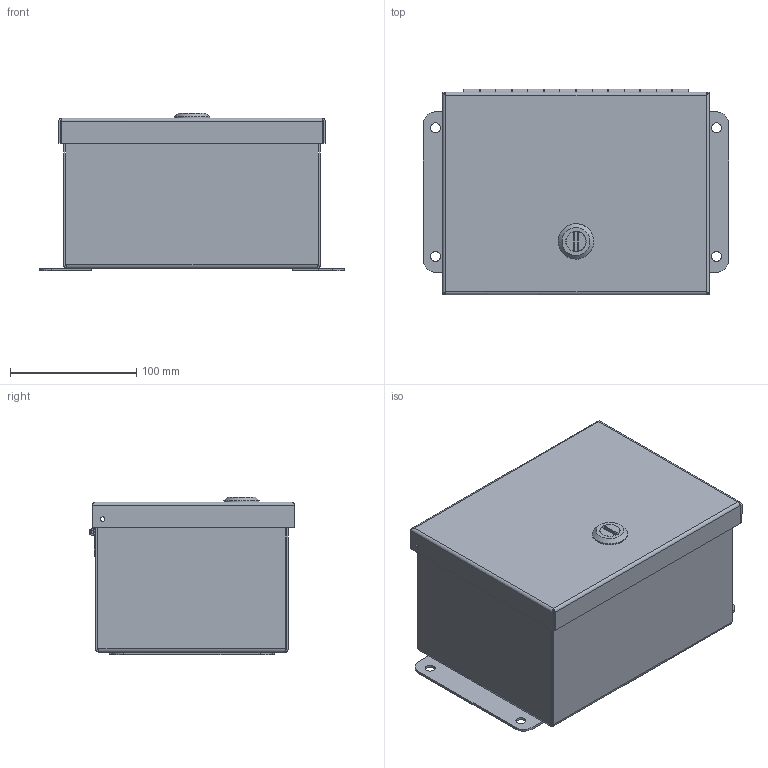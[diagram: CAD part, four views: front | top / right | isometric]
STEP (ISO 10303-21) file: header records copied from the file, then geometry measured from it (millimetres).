
FILE_DESCRIPTION(/* description */ ('NEMA4,JIC,CS,CH,8X6X4'),/* implementation_level */ '2;1');
FILE_NAME(/* name */ 'BN4080604CHQT.stp',/* time_stamp */ '2021-10-23T16:41:37-05:00',/* author */ ('samuelbadillo'),/* organization */ (''),/* preprocessor_version */ 'ST-DEVELOPER v18',/* originating_system */ 'Autodesk Inventor 2020',/* authorisation */ '');
FILE_SCHEMA (('AUTOMOTIVE_DESIGN { 1 0 10303 214 3 1 1 }'));
Length unit declared in the file: inch
Products named in the file (20): BN4080604CHQT; BN40806CHQTLID; FOAM IN PLACE; 3482; 3482_1; HFW328121; HFW328121L; HFW328121P; HFW328121T; BN4080604CHQTBKP; 3499; 38811; HFW351139; 1000-u155_asm; 1000-5046_prt; 1000-24; 1000-u142_asm; 1000-318; 1000-03; 1000-277-01
Assembly tree (22 placements, depth 4):
  BN4080604CHQT
    BN40806CHQTLID
    FOAM IN PLACE
    3482
    3482_1
    HFW328121
      HFW328121L
      HFW328121P
      HFW328121T
    BN4080604CHQTBKP
    3499  x4
    38811
    HFW351139
      1000-u155_asm
      1000-5046_prt
      1000-24
      1000-u142_asm
        1000-318
        1000-03
        1000-277-01
Bounding box: 241.3 x 162.71 x 124.83 mm (x, y, z)
Volume: 333597.6 mm3; surface area: 405413.1 mm2
Topology: 21 solids, 23 shells, 763 faces, 1835 edges, 1139 vertices
Faces by surface type: plane 378, cylinder 253, bspline 78, torus 30, cone 20, sphere 4
Full cylindrical faces by diameter (mm): 2.54 x1, 2.957 x14, 3.048 x8, 3.556 x2, 3.962 x4, 4.826 x1, 5 x1, 6 x1, 6.35 x1, 7.62 x4, 7.874 x4, 9.9 x1, 10 x2, 10.2 x1, 11.05 x1, 12.8 x1, 13.5 x1, 15.2 x1, 15.8 x1, 15.875 x4, 16.1 x2, 19.8 x2, 20.376 x1, 22 x3, 28 x2
Entity records: 25293 total; most frequent: CARTESIAN_POINT 6629, DIRECTION 3620, ORIENTED_EDGE 3528, EDGE_CURVE 1766, AXIS2_PLACEMENT_3D 1287, VERTEX_POINT 1091, LINE 1046, VECTOR 1046
